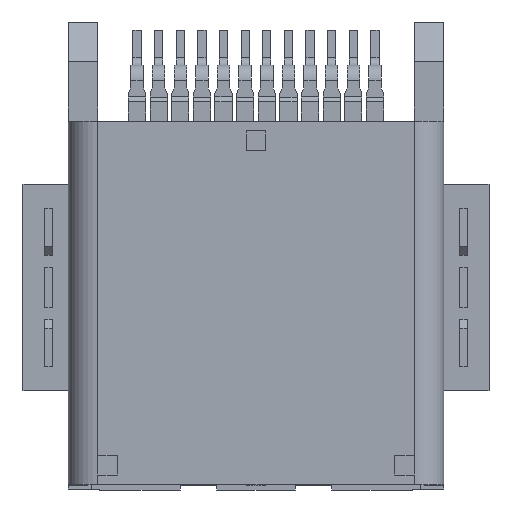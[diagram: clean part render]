
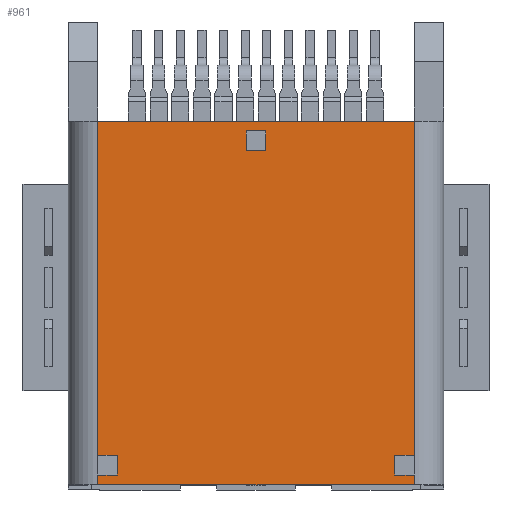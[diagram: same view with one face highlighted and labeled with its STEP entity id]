
A CAD part, top view. The second image highlights one B-rep face of the part: STEP entity #961.
In plain terms, the highlighted planar face has unit normal (0, 0, 1).
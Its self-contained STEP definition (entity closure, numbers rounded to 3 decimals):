
#472 = VERTEX_POINT('',#473);
#473 = CARTESIAN_POINT('',(-8.05,8.445,13.85));
#480 = EDGE_CURVE('',#472,#481,#483,.T.);
#481 = VERTEX_POINT('',#482);
#482 = CARTESIAN_POINT('',(8.05,8.445,13.85));
#483 = LINE('',#484,#485);
#484 = CARTESIAN_POINT('',(-9.55,8.445,13.85));
#485 = VECTOR('',#486,1.);
#486 = DIRECTION('',(1.,0.,0.));
#961 = ADVANCED_FACE('',(#962,#996),#1085,.T.);
#962 = FACE_BOUND('',#963,.T.);
#963 = EDGE_LOOP('',(#964,#974,#982,#990));
#964 = ORIENTED_EDGE('',*,*,#965,.F.);
#965 = EDGE_CURVE('',#966,#968,#970,.T.);
#966 = VERTEX_POINT('',#967);
#967 = CARTESIAN_POINT('',(-0.5,6.945,13.85));
#968 = VERTEX_POINT('',#969);
#969 = CARTESIAN_POINT('',(0.5,6.945,13.85));
#970 = LINE('',#971,#972);
#971 = CARTESIAN_POINT('',(-0.5,6.945,13.85));
#972 = VECTOR('',#973,1.);
#973 = DIRECTION('',(1.,0.,0.));
#974 = ORIENTED_EDGE('',*,*,#975,.F.);
#975 = EDGE_CURVE('',#976,#966,#978,.T.);
#976 = VERTEX_POINT('',#977);
#977 = CARTESIAN_POINT('',(-0.5,7.945,13.85));
#978 = LINE('',#979,#980);
#979 = CARTESIAN_POINT('',(-0.5,7.945,13.85));
#980 = VECTOR('',#981,1.);
#981 = DIRECTION('',(0.,-1.,0.));
#982 = ORIENTED_EDGE('',*,*,#983,.F.);
#983 = EDGE_CURVE('',#984,#976,#986,.T.);
#984 = VERTEX_POINT('',#985);
#985 = CARTESIAN_POINT('',(0.5,7.945,13.85));
#986 = LINE('',#987,#988);
#987 = CARTESIAN_POINT('',(0.5,7.945,13.85));
#988 = VECTOR('',#989,1.);
#989 = DIRECTION('',(-1.,0.,0.));
#990 = ORIENTED_EDGE('',*,*,#991,.F.);
#991 = EDGE_CURVE('',#968,#984,#992,.T.);
#992 = LINE('',#993,#994);
#993 = CARTESIAN_POINT('',(0.5,7.945,13.85));
#994 = VECTOR('',#995,1.);
#995 = DIRECTION('',(0.,1.,0.));
#996 = FACE_BOUND('',#997,.T.);
#997 = EDGE_LOOP('',(#998,#1008,#1016,#1022,#1023,#1031,#1039,#1047,
    #1055,#1063,#1071,#1079));
#998 = ORIENTED_EDGE('',*,*,#999,.F.);
#999 = EDGE_CURVE('',#1000,#1002,#1004,.T.);
#1000 = VERTEX_POINT('',#1001);
#1001 = CARTESIAN_POINT('',(7.05,-8.555,13.85));
#1002 = VERTEX_POINT('',#1003);
#1003 = CARTESIAN_POINT('',(7.05,-9.555,13.85));
#1004 = LINE('',#1005,#1006);
#1005 = CARTESIAN_POINT('',(7.05,-8.555,13.85));
#1006 = VECTOR('',#1007,1.);
#1007 = DIRECTION('',(0.,-1.,0.));
#1008 = ORIENTED_EDGE('',*,*,#1009,.F.);
#1009 = EDGE_CURVE('',#1010,#1000,#1012,.T.);
#1010 = VERTEX_POINT('',#1011);
#1011 = CARTESIAN_POINT('',(8.05,-8.555,13.85));
#1012 = LINE('',#1013,#1014);
#1013 = CARTESIAN_POINT('',(8.05,-8.555,13.85));
#1014 = VECTOR('',#1015,1.);
#1015 = DIRECTION('',(-1.,0.,0.));
#1016 = ORIENTED_EDGE('',*,*,#1017,.T.);
#1017 = EDGE_CURVE('',#1010,#481,#1018,.T.);
#1018 = LINE('',#1019,#1020);
#1019 = CARTESIAN_POINT('',(8.05,8.445,13.85));
#1020 = VECTOR('',#1021,1.);
#1021 = DIRECTION('',(0.,1.,0.));
#1022 = ORIENTED_EDGE('',*,*,#480,.F.);
#1023 = ORIENTED_EDGE('',*,*,#1024,.T.);
#1024 = EDGE_CURVE('',#472,#1025,#1027,.T.);
#1025 = VERTEX_POINT('',#1026);
#1026 = CARTESIAN_POINT('',(-8.05,-8.555,13.85));
#1027 = LINE('',#1028,#1029);
#1028 = CARTESIAN_POINT('',(-8.05,-10.055,13.85));
#1029 = VECTOR('',#1030,1.);
#1030 = DIRECTION('',(0.,-1.,0.));
#1031 = ORIENTED_EDGE('',*,*,#1032,.F.);
#1032 = EDGE_CURVE('',#1033,#1025,#1035,.T.);
#1033 = VERTEX_POINT('',#1034);
#1034 = CARTESIAN_POINT('',(-7.05,-8.555,13.85));
#1035 = LINE('',#1036,#1037);
#1036 = CARTESIAN_POINT('',(-8.05,-8.555,13.85));
#1037 = VECTOR('',#1038,1.);
#1038 = DIRECTION('',(-1.,0.,0.));
#1039 = ORIENTED_EDGE('',*,*,#1040,.F.);
#1040 = EDGE_CURVE('',#1041,#1033,#1043,.T.);
#1041 = VERTEX_POINT('',#1042);
#1042 = CARTESIAN_POINT('',(-7.05,-9.555,13.85));
#1043 = LINE('',#1044,#1045);
#1044 = CARTESIAN_POINT('',(-7.05,-8.555,13.85));
#1045 = VECTOR('',#1046,1.);
#1046 = DIRECTION('',(0.,1.,0.));
#1047 = ORIENTED_EDGE('',*,*,#1048,.F.);
#1048 = EDGE_CURVE('',#1049,#1041,#1051,.T.);
#1049 = VERTEX_POINT('',#1050);
#1050 = CARTESIAN_POINT('',(-8.05,-9.555,13.85));
#1051 = LINE('',#1052,#1053);
#1052 = CARTESIAN_POINT('',(-8.05,-9.555,13.85));
#1053 = VECTOR('',#1054,1.);
#1054 = DIRECTION('',(1.,0.,0.));
#1055 = ORIENTED_EDGE('',*,*,#1056,.T.);
#1056 = EDGE_CURVE('',#1049,#1057,#1059,.T.);
#1057 = VERTEX_POINT('',#1058);
#1058 = CARTESIAN_POINT('',(-8.05,-10.055,13.85));
#1059 = LINE('',#1060,#1061);
#1060 = CARTESIAN_POINT('',(-8.05,-10.055,13.85));
#1061 = VECTOR('',#1062,1.);
#1062 = DIRECTION('',(0.,-1.,0.));
#1063 = ORIENTED_EDGE('',*,*,#1064,.T.);
#1064 = EDGE_CURVE('',#1057,#1065,#1067,.T.);
#1065 = VERTEX_POINT('',#1066);
#1066 = CARTESIAN_POINT('',(8.05,-10.055,13.85));
#1067 = LINE('',#1068,#1069);
#1068 = CARTESIAN_POINT('',(-9.55,-10.055,13.85));
#1069 = VECTOR('',#1070,1.);
#1070 = DIRECTION('',(1.,0.,0.));
#1071 = ORIENTED_EDGE('',*,*,#1072,.T.);
#1072 = EDGE_CURVE('',#1065,#1073,#1075,.T.);
#1073 = VERTEX_POINT('',#1074);
#1074 = CARTESIAN_POINT('',(8.05,-9.555,13.85));
#1075 = LINE('',#1076,#1077);
#1076 = CARTESIAN_POINT('',(8.05,8.445,13.85));
#1077 = VECTOR('',#1078,1.);
#1078 = DIRECTION('',(0.,1.,0.));
#1079 = ORIENTED_EDGE('',*,*,#1080,.F.);
#1080 = EDGE_CURVE('',#1002,#1073,#1081,.T.);
#1081 = LINE('',#1082,#1083);
#1082 = CARTESIAN_POINT('',(8.05,-9.555,13.85));
#1083 = VECTOR('',#1084,1.);
#1084 = DIRECTION('',(1.,0.,0.));
#1085 = PLANE('',#1086);
#1086 = AXIS2_PLACEMENT_3D('',#1087,#1088,#1089);
#1087 = CARTESIAN_POINT('',(-9.55,23.014,13.85));
#1088 = DIRECTION('',(0.,0.,1.));
#1089 = DIRECTION('',(0.,-1.,0.));
